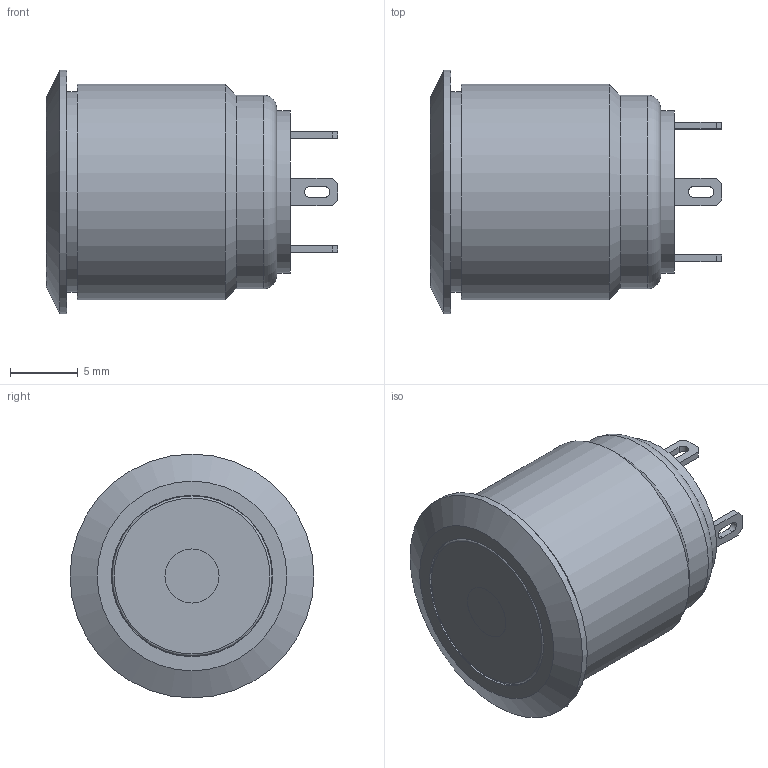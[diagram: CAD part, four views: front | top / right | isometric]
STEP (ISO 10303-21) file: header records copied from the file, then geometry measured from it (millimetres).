
FILE_DESCRIPTION(/* description */ ('','CAx-IF Rec.Pracs.---Representation and Presentation of Product Manufacturing Information (PMI)---4.0---2014-10-13'),/* implementation_level */ '2;1');
FILE_NAME(/* name */ 'PV6F240xx-2xx.stp',/* time_stamp */ '2018-11-29T09:31:33-06:00',/* author */ ('mwilliams'),/* organization */ (''),/* preprocessor_version */ 'ST-DEVELOPER v17',/* originating_system */ 'Autodesk Inventor 2018',/* authorisation */ '');
FILE_SCHEMA (('AP242_MANAGED_MODEL_BASED_3D_ENGINEERING_MIM_LF { 1 0 10303 442 1 1 4 }'));
Length unit declared in the file: millimetre
Products named in the file (8): 52-PV6F24011-2H1; PV6 Body; PV6 DOT illu button; PV6 Ring illum Plunger; PV6 DOT illum; PV6 Terminal 2P illum; PV6 Terminal Base universal; PV6 Terminal (non-lamp)
Assembly tree (10 placements, depth 3):
  52-PV6F24011-2H1
    PV6 Body
    PV6 DOT illu button
    PV6 Ring illum Plunger
    PV6 DOT illum
    PV6 Terminal 2P illum
      PV6 Terminal Base universal
      PV6 Terminal (non-lamp)  x4
Bounding box: 21.5 x 18 x 18 mm (x, y, z)
Volume: 2410.7 mm3; surface area: 3608.2 mm2
Topology: 9 solids, 9 shells, 158 faces, 359 edges, 242 vertices
Faces by surface type: plane 121, cylinder 31, cone 3, torus 3
Full cylindrical faces by diameter (mm): 1.7 x1, 4 x2, 4.8 x1, 5.2 x1, 7.2 x1, 7.3 x1, 8.1 x1, 8.4 x1, 9.2 x1, 11 x1, 11.8 x1, 11.9 x1, 12 x2, 14.3 x1, 14.8 x1, 15.9 x1, 18 x1
Entity records: 3836 total; most frequent: DIRECTION 646, CARTESIAN_POINT 607, ORIENTED_EDGE 538, EDGE_CURVE 269, AXIS2_PLACEMENT_3D 227, LINE 196, VECTOR 196, VERTEX_POINT 182
